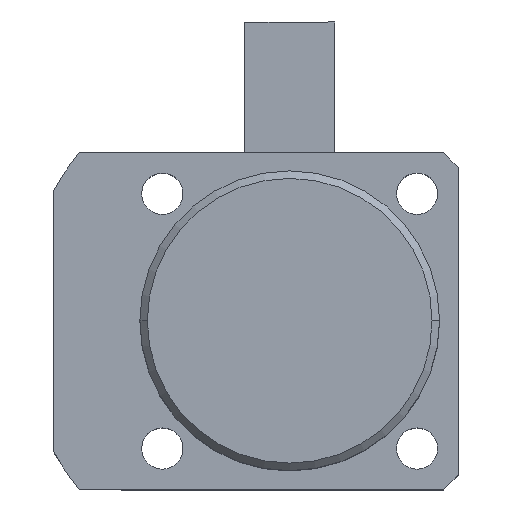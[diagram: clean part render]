
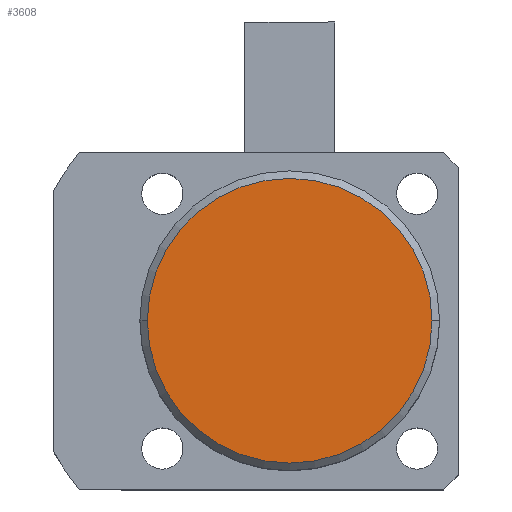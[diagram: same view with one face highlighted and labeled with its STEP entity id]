
A CAD part, top view. The second image highlights one B-rep face of the part: STEP entity #3608.
In plain terms, the highlighted planar face has unit normal (0, 0, 1).
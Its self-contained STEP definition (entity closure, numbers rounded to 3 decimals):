
#121 = AXIS2_PLACEMENT_3D ( 'NONE', #2374, #2375, #2376 ) ;
#159 = AXIS2_PLACEMENT_3D ( 'NONE', #3396, #3397, #3398 ) ;
#1053 = VERTEX_POINT ( 'NONE', #2011 ) ;
#1058 = VERTEX_POINT ( 'NONE', #2016 ) ;
#1695 = EDGE_LOOP ( 'NONE', ( #6896, #6897 ) ) ;
#2011 = CARTESIAN_POINT ( 'NONE',  ( -19., 0., 54. ) ) ;
#2016 = CARTESIAN_POINT ( 'NONE',  ( 19., 0., 54. ) ) ;
#2374 = CARTESIAN_POINT ( 'NONE',  ( 0., 0., 54. ) ) ;
#2375 = DIRECTION ( 'NONE',  ( 0., 0., 1. ) ) ;
#2376 = DIRECTION ( 'NONE',  ( 1., 0., 0. ) ) ;
#3396 = CARTESIAN_POINT ( 'NONE',  ( 0., 0., 54. ) ) ;
#3397 = DIRECTION ( 'NONE',  ( 0., 0., 1. ) ) ;
#3398 = DIRECTION ( 'NONE',  ( 1., 0., 0. ) ) ;
#3608 = ADVANCED_FACE ( 'NONE', ( #7113 ), #4258, .T. ) ;
#4252 = CARTESIAN_POINT ( 'NONE',  ( 0., 0., 54. ) ) ;
#4258 = PLANE ( 'NONE',  #8903 ) ;
#4261 = DIRECTION ( 'NONE',  ( 0., 0., 1. ) ) ;
#4262 = DIRECTION ( 'NONE',  ( 1., 0., 0. ) ) ;
#6044 = CIRCLE ( 'NONE', #121, 19. ) ;
#6270 = CIRCLE ( 'NONE', #159, 19. ) ;
#6896 = ORIENTED_EDGE ( 'NONE', *, *, #8658, .T. ) ;
#6897 = ORIENTED_EDGE ( 'NONE', *, *, #8506, .T. ) ;
#7113 = FACE_OUTER_BOUND ( 'NONE', #1695, .T. ) ;
#8506 = EDGE_CURVE ( 'NONE', #1058, #1053, #6044, .T. ) ;
#8658 = EDGE_CURVE ( 'NONE', #1053, #1058, #6270, .T. ) ;
#8903 = AXIS2_PLACEMENT_3D ( 'NONE', #4252, #4261, #4262 ) ;
